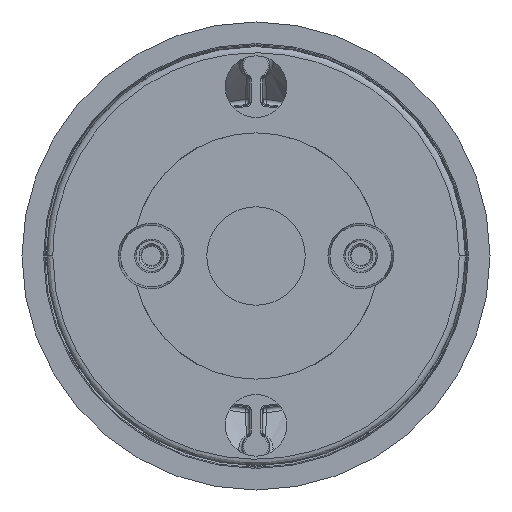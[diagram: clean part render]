
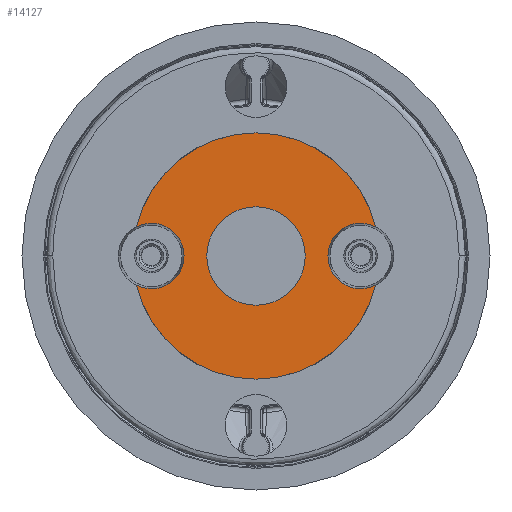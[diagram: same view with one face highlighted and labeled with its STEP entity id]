
A CAD part, front view. The second image highlights one B-rep face of the part: STEP entity #14127.
In plain terms, the highlighted planar face has unit normal (0, -1, 0).
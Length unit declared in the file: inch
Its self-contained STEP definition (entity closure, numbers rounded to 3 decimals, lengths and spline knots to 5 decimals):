
#676 = VERTEX_POINT ( 'NONE', #22263 ) ;
#724 = CARTESIAN_POINT ( 'NONE',  ( 0., 0.01575, -1.29921 ) ) ;
#791 = DIRECTION ( 'NONE',  ( 0., 1., 0. ) ) ;
#1071 = DIRECTION ( 'NONE',  ( 0., -1., 0. ) ) ;
#3021 = EDGE_LOOP ( 'NONE', ( #13746, #4854, #40740, #50145, #5842, #18297, #31572 ) ) ;
#3688 = CARTESIAN_POINT ( 'NONE',  ( 0.46004, 0.01575, -1.29921 ) ) ;
#4461 = DIRECTION ( 'NONE',  ( 0., 0., -1. ) ) ;
#4854 = ORIENTED_EDGE ( 'NONE', *, *, #43784, .T. ) ;
#4934 = DIRECTION ( 'NONE',  ( 0., 0., 1. ) ) ;
#5842 = ORIENTED_EDGE ( 'NONE', *, *, #36617, .T. ) ;
#6858 = AXIS2_PLACEMENT_3D ( 'NONE', #17266, #46605, #21460 ) ;
#7018 = DIRECTION ( 'NONE',  ( 0., 1., 0. ) ) ;
#8924 = EDGE_CURVE ( 'NONE', #21572, #46595, #22669, .T. ) ;
#10603 = CIRCLE ( 'NONE', #19940, 0.20925 ) ;
#11922 = AXIS2_PLACEMENT_3D ( 'NONE', #32167, #7018, #36355 ) ;
#12280 = VERTEX_POINT ( 'NONE', #52914 ) ;
#12338 = ORIENTED_EDGE ( 'NONE', *, *, #26200, .T. ) ;
#13459 = CIRCLE ( 'NONE', #13758, 0.20925 ) ;
#13746 = ORIENTED_EDGE ( 'NONE', *, *, #8924, .T. ) ;
#13758 = AXIS2_PLACEMENT_3D ( 'NONE', #21670, #51005, #25915 ) ;
#13854 = CIRCLE ( 'NONE', #52600, 0.7874 ) ;
#13921 = AXIS2_PLACEMENT_3D ( 'NONE', #20393, #49725, #24621 ) ;
#14127 = ADVANCED_FACE ( 'NONE', ( #30280, #53833 ), #50476, .T. ) ;
#14491 = EDGE_CURVE ( 'NONE', #48621, #43567, #23686, .T. ) ;
#15127 = CIRCLE ( 'NONE', #11922, 0.20925 ) ;
#16937 = CARTESIAN_POINT ( 'NONE',  ( -0.31496, 0.01575, -1.29921 ) ) ;
#17258 = EDGE_CURVE ( 'NONE', #676, #24823, #25473, .T. ) ;
#17266 = CARTESIAN_POINT ( 'NONE',  ( 0., 0.01575, -1.29921 ) ) ;
#18297 = ORIENTED_EDGE ( 'NONE', *, *, #31355, .T. ) ;
#19940 = AXIS2_PLACEMENT_3D ( 'NONE', #25925, #791, #30159 ) ;
#20393 = CARTESIAN_POINT ( 'NONE',  ( 0., 0.01575, -1.29921 ) ) ;
#20786 = CARTESIAN_POINT ( 'NONE',  ( 0., 0.01575, -1.29921 ) ) ;
#21460 = DIRECTION ( 'NONE',  ( 0., 0., 1. ) ) ;
#21572 = VERTEX_POINT ( 'NONE', #51536 ) ;
#21670 = CARTESIAN_POINT ( 'NONE',  ( -0.66929, 0.01575, -1.29921 ) ) ;
#22263 = CARTESIAN_POINT ( 'NONE',  ( 0.76511, 0.01575, -1.11319 ) ) ;
#22553 = DIRECTION ( 'NONE',  ( 0., 1., 0. ) ) ;
#22669 = CIRCLE ( 'NONE', #46049, 0.7874 ) ;
#23686 = CIRCLE ( 'NONE', #13921, 0.31496 ) ;
#24621 = DIRECTION ( 'NONE',  ( 0., 0., 1. ) ) ;
#24823 = VERTEX_POINT ( 'NONE', #27275 ) ;
#25031 = DIRECTION ( 'NONE',  ( 0., 0., 1. ) ) ;
#25351 = CARTESIAN_POINT ( 'NONE',  ( 0.76511, 0.01575, -1.48524 ) ) ;
#25473 = CIRCLE ( 'NONE', #36186, 0.7874 ) ;
#25915 = DIRECTION ( 'NONE',  ( -1., 0., 0. ) ) ;
#25925 = CARTESIAN_POINT ( 'NONE',  ( 0.66929, 0.01575, -1.29921 ) ) ;
#26200 = EDGE_CURVE ( 'NONE', #43567, #48621, #46017, .T. ) ;
#26212 = CARTESIAN_POINT ( 'NONE',  ( 0., 0.01575, -1.29921 ) ) ;
#27275 = CARTESIAN_POINT ( 'NONE',  ( 0., 0.01575, -0.51181 ) ) ;
#29034 = AXIS2_PLACEMENT_3D ( 'NONE', #47685, #22553, #51872 ) ;
#29057 = AXIS2_PLACEMENT_3D ( 'NONE', #16937, #29616, #4461 ) ;
#29616 = DIRECTION ( 'NONE',  ( 0., -1., 0. ) ) ;
#29990 = CIRCLE ( 'NONE', #29034, 0.20925 ) ;
#30095 = DIRECTION ( 'NONE',  ( 0., -1., 0. ) ) ;
#30159 = DIRECTION ( 'NONE',  ( -1., 0., 0. ) ) ;
#30280 = FACE_BOUND ( 'NONE', #53785, .T. ) ;
#30443 = DIRECTION ( 'NONE',  ( 0., 0., 1. ) ) ;
#31355 = EDGE_CURVE ( 'NONE', #43897, #12280, #13459, .T. ) ;
#31572 = ORIENTED_EDGE ( 'NONE', *, *, #37436, .T. ) ;
#32167 = CARTESIAN_POINT ( 'NONE',  ( -0.66929, 0.01575, -1.29921 ) ) ;
#36186 = AXIS2_PLACEMENT_3D ( 'NONE', #26212, #1071, #30443 ) ;
#36299 = EDGE_CURVE ( 'NONE', #53696, #676, #10603, .T. ) ;
#36355 = DIRECTION ( 'NONE',  ( -1., 0., 0. ) ) ;
#36617 = EDGE_CURVE ( 'NONE', #24823, #43897, #13854, .T. ) ;
#37055 = CARTESIAN_POINT ( 'NONE',  ( 0., 0.01575, -0.98425 ) ) ;
#37436 = EDGE_CURVE ( 'NONE', #12280, #21572, #15127, .T. ) ;
#38819 = CARTESIAN_POINT ( 'NONE',  ( 0., 0.01575, -1.61417 ) ) ;
#40740 = ORIENTED_EDGE ( 'NONE', *, *, #36299, .T. ) ;
#43567 = VERTEX_POINT ( 'NONE', #37055 ) ;
#43784 = EDGE_CURVE ( 'NONE', #46595, #53696, #29990, .T. ) ;
#43897 = VERTEX_POINT ( 'NONE', #53129 ) ;
#46017 = CIRCLE ( 'NONE', #6858, 0.31496 ) ;
#46049 = AXIS2_PLACEMENT_3D ( 'NONE', #20786, #50126, #25031 ) ;
#46595 = VERTEX_POINT ( 'NONE', #25351 ) ;
#46605 = DIRECTION ( 'NONE',  ( 0., 1., 0. ) ) ;
#47685 = CARTESIAN_POINT ( 'NONE',  ( 0.66929, 0.01575, -1.29921 ) ) ;
#48621 = VERTEX_POINT ( 'NONE', #38819 ) ;
#49725 = DIRECTION ( 'NONE',  ( 0., 1., 0. ) ) ;
#50126 = DIRECTION ( 'NONE',  ( 0., -1., 0. ) ) ;
#50145 = ORIENTED_EDGE ( 'NONE', *, *, #17258, .T. ) ;
#50476 = PLANE ( 'NONE',  #29057 ) ;
#51005 = DIRECTION ( 'NONE',  ( 0., 1., 0. ) ) ;
#51084 = ORIENTED_EDGE ( 'NONE', *, *, #14491, .T. ) ;
#51536 = CARTESIAN_POINT ( 'NONE',  ( -0.76511, 0.01575, -1.48524 ) ) ;
#51872 = DIRECTION ( 'NONE',  ( -1., 0., 0. ) ) ;
#52600 = AXIS2_PLACEMENT_3D ( 'NONE', #724, #30095, #4934 ) ;
#52914 = CARTESIAN_POINT ( 'NONE',  ( -0.46004, 0.01575, -1.29921 ) ) ;
#53129 = CARTESIAN_POINT ( 'NONE',  ( -0.76511, 0.01575, -1.11319 ) ) ;
#53696 = VERTEX_POINT ( 'NONE', #3688 ) ;
#53785 = EDGE_LOOP ( 'NONE', ( #12338, #51084 ) ) ;
#53833 = FACE_OUTER_BOUND ( 'NONE', #3021, .T. ) ;
